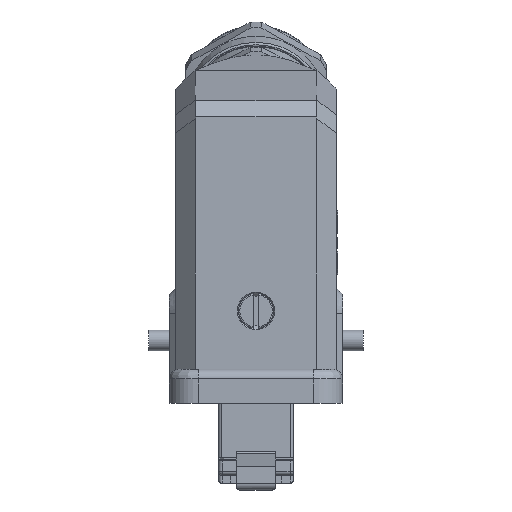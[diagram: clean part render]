
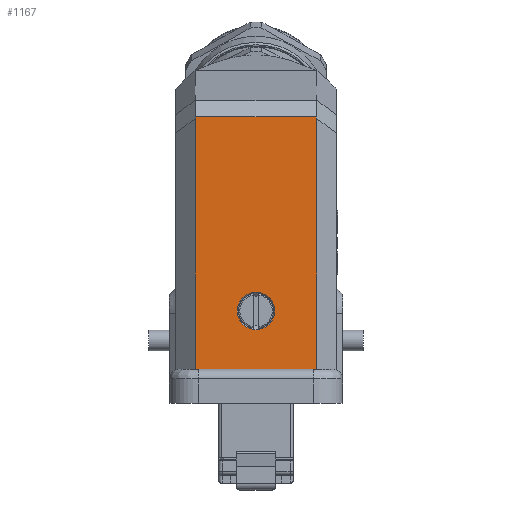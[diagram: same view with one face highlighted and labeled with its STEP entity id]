
A CAD part, left-side view. The second image highlights one B-rep face of the part: STEP entity #1167.
In plain terms, the highlighted planar face has unit normal (-1, 0, 0).
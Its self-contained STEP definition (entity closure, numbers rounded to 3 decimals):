
#319=FACE_BOUND('',#2636,.T.);
#320=FACE_BOUND('',#2637,.T.);
#555=CIRCLE('',#10755,2.9);
#896=B_SPLINE_CURVE_WITH_KNOTS('',3,(#15769,#15770,#15771,#15772),
 .UNSPECIFIED.,.F.,.F.,(4,4),(0.,1.),.UNSPECIFIED.);
#897=B_SPLINE_CURVE_WITH_KNOTS('',3,(#15800,#15801,#15802,#15803),
 .UNSPECIFIED.,.F.,.F.,(4,4),(0.,1.),.UNSPECIFIED.);
#1167=ADVANCED_FACE('',(#319,#320),#1696,.T.);
#1696=PLANE('',#10983);
#2636=EDGE_LOOP('',(#4016));
#2637=EDGE_LOOP('',(#4017,#4018,#4019,#4020,#4021,#4022,#4023,#4024));
#4016=ORIENTED_EDGE('',*,*,#7115,.T.);
#4017=ORIENTED_EDGE('',*,*,#7605,.T.);
#4018=ORIENTED_EDGE('',*,*,#7606,.T.);
#4019=ORIENTED_EDGE('',*,*,#7607,.T.);
#4020=ORIENTED_EDGE('',*,*,#7503,.T.);
#4021=ORIENTED_EDGE('',*,*,#7594,.T.);
#4022=ORIENTED_EDGE('',*,*,#7596,.T.);
#4023=ORIENTED_EDGE('',*,*,#7597,.T.);
#4024=ORIENTED_EDGE('',*,*,#7603,.T.);
#6120=VERTEX_POINT('',#14601);
#6392=VERTEX_POINT('',#15493);
#6393=VERTEX_POINT('',#15495);
#6451=VERTEX_POINT('',#15738);
#6452=VERTEX_POINT('',#15742);
#6453=VERTEX_POINT('',#15746);
#6456=VERTEX_POINT('',#15764);
#6457=VERTEX_POINT('',#15768);
#6458=VERTEX_POINT('',#15799);
#7115=EDGE_CURVE('',#6120,#6120,#555,.T.);
#7503=EDGE_CURVE('',#6393,#6392,#8966,.T.);
#7594=EDGE_CURVE('',#6392,#6451,#9022,.T.);
#7596=EDGE_CURVE('',#6451,#6452,#9024,.T.);
#7597=EDGE_CURVE('',#6452,#6453,#9025,.T.);
#7603=EDGE_CURVE('',#6453,#6456,#9028,.T.);
#7605=EDGE_CURVE('',#6456,#6457,#896,.T.);
#7606=EDGE_CURVE('',#6457,#6458,#9029,.T.);
#7607=EDGE_CURVE('',#6458,#6393,#897,.T.);
#8966=LINE('',#15494,#10007);
#9022=LINE('',#15739,#10063);
#9024=LINE('',#15743,#10065);
#9025=LINE('',#15745,#10066);
#9028=LINE('',#15765,#10069);
#9029=LINE('',#15798,#10070);
#10007=VECTOR('',#12398,1.);
#10063=VECTOR('',#12552,1.);
#10065=VECTOR('',#12556,1.);
#10066=VECTOR('',#12559,1.);
#10069=VECTOR('',#12568,1.);
#10070=VECTOR('',#12573,1.);
#10755=AXIS2_PLACEMENT_3D('',#14600,#11737,#11738);
#10983=AXIS2_PLACEMENT_3D('',#15804,#12574,#12575);
#11737=DIRECTION('',(1.,0.,0.));
#11738=DIRECTION('',(0.,-1.,0.));
#12398=DIRECTION('',(0.,0.,1.));
#12552=DIRECTION('',(0.,0.435,0.9));
#12556=DIRECTION('',(0.,1.,0.));
#12559=DIRECTION('',(0.,0.435,-0.9));
#12568=DIRECTION('',(0.,0.,-1.));
#12573=DIRECTION('',(0.,-1.,0.));
#12574=DIRECTION('',(-1.,0.,0.));
#12575=DIRECTION('',(0.,0.,-1.));
#14600=CARTESIAN_POINT('',(25.904,107.948,14.4));
#14601=CARTESIAN_POINT('',(25.904,105.048,14.4));
#15493=CARTESIAN_POINT('',(25.904,98.448,44.41));
#15494=CARTESIAN_POINT('',(25.904,98.448,5.299));
#15495=CARTESIAN_POINT('',(25.904,98.448,5.299));
#15738=CARTESIAN_POINT('',(25.904,98.581,44.685));
#15739=CARTESIAN_POINT('',(25.904,98.448,44.41));
#15742=CARTESIAN_POINT('',(25.904,117.315,44.685));
#15743=CARTESIAN_POINT('',(25.904,98.581,44.685));
#15745=CARTESIAN_POINT('',(25.904,117.315,44.685));
#15746=CARTESIAN_POINT('',(25.904,117.448,44.41));
#15764=CARTESIAN_POINT('',(25.904,117.448,5.299));
#15765=CARTESIAN_POINT('',(25.904,117.448,44.41));
#15768=CARTESIAN_POINT('',(25.904,116.948,5.3));
#15769=CARTESIAN_POINT('',(25.904,117.448,5.299));
#15770=CARTESIAN_POINT('',(25.904,117.282,5.3));
#15771=CARTESIAN_POINT('',(25.904,117.115,5.3));
#15772=CARTESIAN_POINT('',(25.904,116.948,5.3));
#15798=CARTESIAN_POINT('',(25.904,116.948,5.3));
#15799=CARTESIAN_POINT('',(25.904,98.948,5.3));
#15800=CARTESIAN_POINT('',(25.904,98.948,5.3));
#15801=CARTESIAN_POINT('',(25.904,98.782,5.3));
#15802=CARTESIAN_POINT('',(25.904,98.615,5.3));
#15803=CARTESIAN_POINT('',(25.904,98.448,5.299));
#15804=CARTESIAN_POINT('',(25.904,120.448,46.685));
